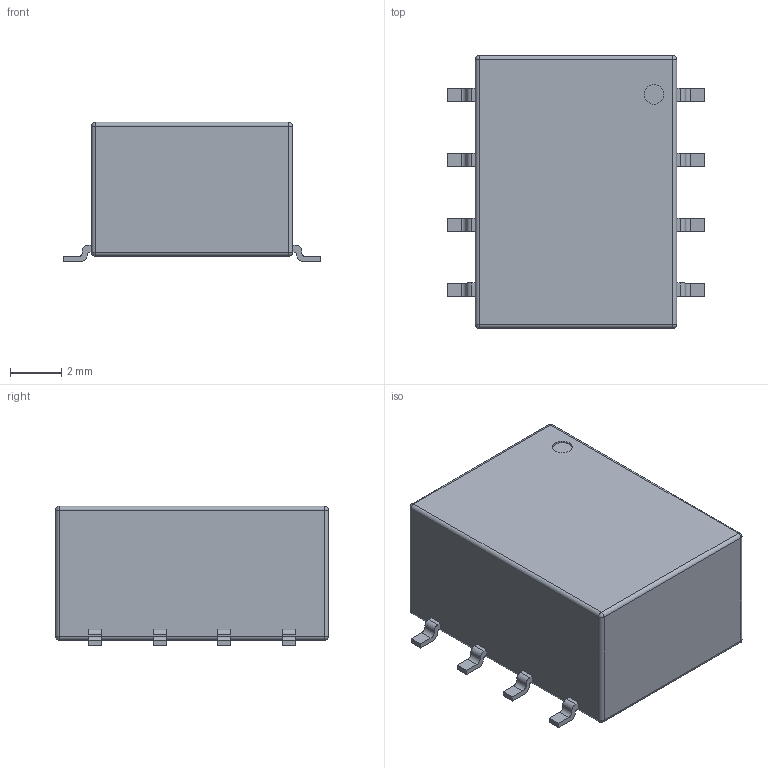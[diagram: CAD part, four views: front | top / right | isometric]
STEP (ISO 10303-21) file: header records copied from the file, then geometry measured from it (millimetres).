
FILE_DESCRIPTION(/* description */ ('Unknown'),/* implementation_level */ '2;1');
FILE_NAME(/* name */ 'AD4PS-1+',/* time_stamp */ '2023-12-04T13:05:52+02:00',/* author */ ('Unknown'),/* organization */ ('Unknown'),/* preprocessor_version */ 'ST-DEVELOPER v18.102',/* originating_system */ 'Solid Edge',/* authorisation */ 'Unknown');
FILE_SCHEMA (('AUTOMOTIVE_DESIGN {1 0 10303 214 3 1 1}'));
Length unit declared in the file: millimetre
Products named in the file (1): AD4PS-1+
Bounding box: 10.08 x 10.67 x 5.46 mm (x, y, z)
Volume: 440.5 mm3; surface area: 371.7 mm2
Topology: 1 solids, 1 shells, 132 faces, 347 edges, 218 vertices
Faces by surface type: plane 79, cylinder 45, sphere 8
Full cylindrical faces by diameter (mm): 0.769 x1
Entity records: 4925 total; most frequent: DIRECTION 694, CARTESIAN_POINT 689, ORIENTED_EDGE 676, EDGE_CURVE 338, LINE 248, VECTOR 248, AXIS2_PLACEMENT_3D 223, VERTEX_POINT 218
